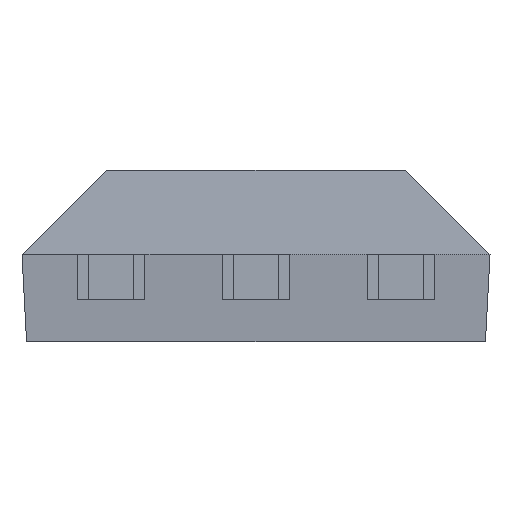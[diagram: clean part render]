
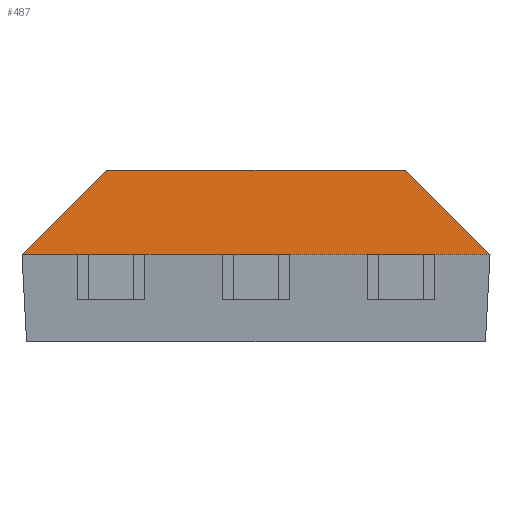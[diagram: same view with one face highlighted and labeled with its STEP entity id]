
A CAD part, front view. The second image highlights one B-rep face of the part: STEP entity #487.
In plain terms, the highlighted planar face has unit normal (0, -0.996, 0.087).
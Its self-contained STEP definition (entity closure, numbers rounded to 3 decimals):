
#26 = LINE ( 'NONE', #386, #1499 ) ;
#73 = VERTEX_POINT ( 'NONE', #1452 ) ;
#125 = FACE_OUTER_BOUND ( 'NONE', #1408, .T. ) ;
#140 = VECTOR ( 'NONE', #576, 1000. ) ;
#164 = ORIENTED_EDGE ( 'NONE', *, *, #1064, .F. ) ;
#232 = CARTESIAN_POINT ( 'NONE',  ( -2.05, 1.814, 0.933 ) ) ;
#240 = DIRECTION ( 'NONE',  ( 1., 0., 0. ) ) ;
#257 = ORIENTED_EDGE ( 'NONE', *, *, #1292, .F. ) ;
#290 = ORIENTED_EDGE ( 'NONE', *, *, #712, .F. ) ;
#304 = CARTESIAN_POINT ( 'NONE',  ( -0.382, 1.961, 2.605 ) ) ;
#326 = VERTEX_POINT ( 'NONE', #764 ) ;
#352 = LINE ( 'NONE', #1578, #1161 ) ;
#386 = CARTESIAN_POINT ( 'NONE',  ( -2.05, 1.814, 0.933 ) ) ;
#400 = ORIENTED_EDGE ( 'NONE', *, *, #506, .T. ) ;
#487 = ADVANCED_FACE ( 'NONE', ( #125 ), #1216, .F. ) ;
#506 = EDGE_CURVE ( 'NONE', #73, #326, #352, .T. ) ;
#559 = VERTEX_POINT ( 'NONE', #586 ) ;
#576 = DIRECTION ( 'NONE',  ( 0.709, 0.061, 0.702 ) ) ;
#586 = CARTESIAN_POINT ( 'NONE',  ( -1.308, 1.814, 0.933 ) ) ;
#712 = EDGE_CURVE ( 'NONE', #73, #559, #815, .T. ) ;
#764 = CARTESIAN_POINT ( 'NONE',  ( 2.05, 1.75, 0.197 ) ) ;
#807 = VERTEX_POINT ( 'NONE', #1085 ) ;
#815 = LINE ( 'NONE', #956, #140 ) ;
#956 = CARTESIAN_POINT ( 'NONE',  ( -1.681, 1.782, 0.563 ) ) ;
#968 = DIRECTION ( 'NONE',  ( 0., 0.087, 0.996 ) ) ;
#1064 = EDGE_CURVE ( 'NONE', #807, #326, #1534, .T. ) ;
#1085 = CARTESIAN_POINT ( 'NONE',  ( 1.307, 1.814, 0.933 ) ) ;
#1107 = VECTOR ( 'NONE', #1385, 1000. ) ;
#1161 = VECTOR ( 'NONE', #240, 1000. ) ;
#1208 = DIRECTION ( 'NONE',  ( 0., 0.996, -0.087 ) ) ;
#1216 = PLANE ( 'NONE',  #1439 ) ;
#1292 = EDGE_CURVE ( 'NONE', #559, #807, #26, .T. ) ;
#1383 = DIRECTION ( 'NONE',  ( 1., 0., 0. ) ) ;
#1385 = DIRECTION ( 'NONE',  ( 0.709, -0.061, -0.702 ) ) ;
#1408 = EDGE_LOOP ( 'NONE', ( #290, #400, #164, #257 ) ) ;
#1439 = AXIS2_PLACEMENT_3D ( 'NONE', #232, #1208, #968 ) ;
#1452 = CARTESIAN_POINT ( 'NONE',  ( -2.05, 1.75, 0.198 ) ) ;
#1499 = VECTOR ( 'NONE', #1383, 1000. ) ;
#1534 = LINE ( 'NONE', #304, #1107 ) ;
#1578 = CARTESIAN_POINT ( 'NONE',  ( -2.05, 1.75, 0.197 ) ) ;
